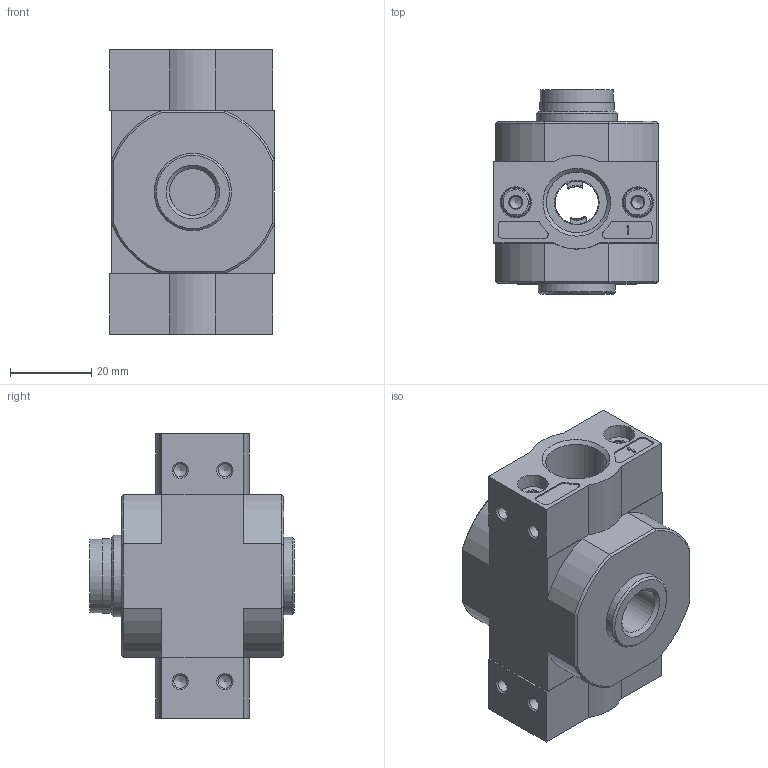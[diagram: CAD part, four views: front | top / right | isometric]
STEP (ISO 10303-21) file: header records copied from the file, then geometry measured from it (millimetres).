
FILE_DESCRIPTION(/* description */ ('STEP AP214'),/* implementation_level */ '2;1');
FILE_NAME(/* name */ '164951_FRM-3_8-D-MINI',/* time_stamp */ '2024-08-28T18:48:34+02:00',/* author */ ('License CC BY-ND 4.0'),/* organization */ ('CADENAS'),/* preprocessor_version */ 'ST-DEVELOPER v19.3',/* originating_system */ 'PARTsolutions',/* authorisation */ ' ');
FILE_SCHEMA (('AUTOMOTIVE_DESIGN {1 0 10303 214 3 1 1}'));
Length unit declared in the file: millimetre
Products named in the file (8): 164951 FRM-3/8-D-MINI; 724703 FRM-...-D-MINI; 359787 LF-D-MINI; 380295 PBL-3/8-D-MINI-R---(0) p1; DIN-912 - M4x16(F); 380293 PBL-3/8-D-MINI-L---(1) p1; DIN-908 G1/4A; 531772 OK-1/4
Assembly tree (11 placements, depth 2):
  164951 FRM-3/8-D-MINI
    724703 FRM-...-D-MINI
    359787 LF-D-MINI  x2
    380295 PBL-3/8-D-MINI-R---(0) p1
    DIN-912 - M4x16(F)  x4
    380293 PBL-3/8-D-MINI-L---(1) p1
    DIN-908 G1/4A
    531772 OK-1/4
Bounding box: 40.4 x 50.2 x 70 mm (x, y, z)
Volume: 72445.2 mm3; surface area: 28621.1 mm2
Topology: 11 solids, 12 shells, 379 faces, 831 edges, 506 vertices
Faces by surface type: plane 177, cone 106, cylinder 93, torus 3
Full cylindrical faces by diameter (mm): 3.242 x8, 4 x4, 5.2 x4, 6.3 x4, 6.5 x2, 7 x4, 7.9 x1, 10.6 x1, 11 x1, 11.4 x1, 11.445 x2, 11.6 x1, 12.01 x1, 12.2 x1, 13.157 x1, 13.3 x1, 14.95 x2, 15.6 x1, 15.7 x1, 16.2 x1, 18 x1, 18.1 x1, 18.3 x1, 19 x2, 19.1 x1, 20 x1, 37 x1
Entity records: 8365 total; most frequent: CARTESIAN_POINT 1428, DIRECTION 1324, ORIENTED_EDGE 1088, EDGE_CURVE 544, AXIS2_PLACEMENT_3D 530, FACE_BOUND 420, EDGE_LOOP 412, VERTEX_POINT 398
